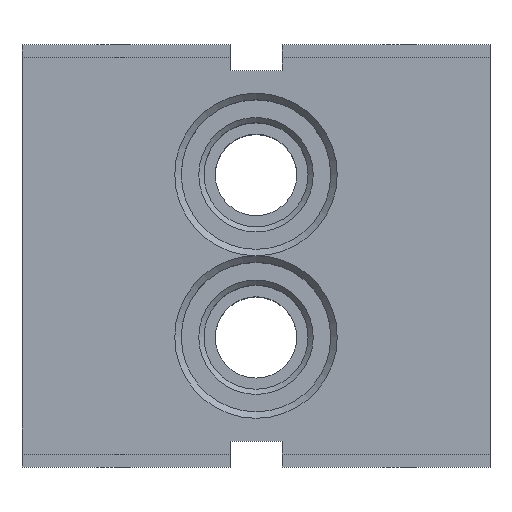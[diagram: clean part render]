
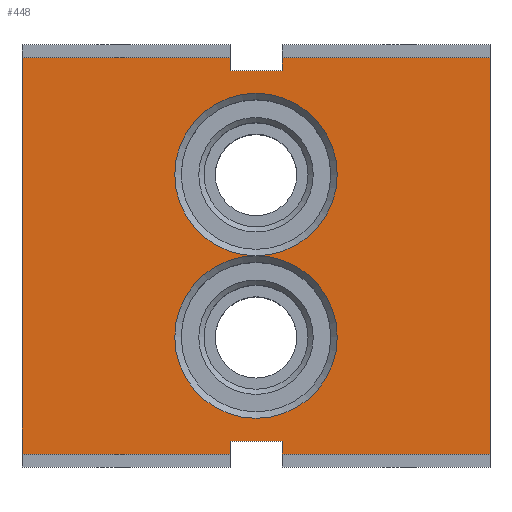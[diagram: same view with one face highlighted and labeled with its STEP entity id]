
A CAD part, top view. The second image highlights one B-rep face of the part: STEP entity #448.
In plain terms, the highlighted planar face has unit normal (0, 0, 1).
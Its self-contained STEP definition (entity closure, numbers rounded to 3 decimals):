
#448 = ADVANCED_FACE( '', ( #1084, #1085 ), #1086, .T. );
#1084 = FACE_BOUND( '', #1947, .T. );
#1085 = FACE_OUTER_BOUND( '', #1948, .T. );
#1086 = PLANE( '', #1949 );
#1947 = EDGE_LOOP( '', ( #3279, #3280 ) );
#1948 = EDGE_LOOP( '', ( #3281, #3282, #3283, #3284, #3285, #3286, #3287, #3288, #3289, #3290, #3291, #3292 ) );
#1949 = AXIS2_PLACEMENT_3D( '', #3293, #3294, #3295 );
#3279 = ORIENTED_EDGE( '', *, *, #5602, .T. );
#3280 = ORIENTED_EDGE( '', *, *, #5603, .T. );
#3281 = ORIENTED_EDGE( '', *, *, #5450, .T. );
#3282 = ORIENTED_EDGE( '', *, *, #5604, .F. );
#3283 = ORIENTED_EDGE( '', *, *, #5605, .F. );
#3284 = ORIENTED_EDGE( '', *, *, #5462, .F. );
#3285 = ORIENTED_EDGE( '', *, *, #5606, .F. );
#3286 = ORIENTED_EDGE( '', *, *, #5607, .F. );
#3287 = ORIENTED_EDGE( '', *, *, #5608, .T. );
#3288 = ORIENTED_EDGE( '', *, *, #5609, .T. );
#3289 = ORIENTED_EDGE( '', *, *, #5610, .F. );
#3290 = ORIENTED_EDGE( '', *, *, #5611, .F. );
#3291 = ORIENTED_EDGE( '', *, *, #5612, .F. );
#3292 = ORIENTED_EDGE( '', *, *, #5613, .T. );
#3293 = CARTESIAN_POINT( '', ( -36., -32.5, 40. ) );
#3294 = DIRECTION( '', ( 0., 0., 1. ) );
#3295 = DIRECTION( '', ( 1., 0., 0. ) );
#5450 = EDGE_CURVE( '', #6680, #6678, #6681, .T. );
#5462 = EDGE_CURVE( '', #6700, #6696, #6702, .T. );
#5602 = EDGE_CURVE( '', #6938, #6938, #6939, .F. );
#5603 = EDGE_CURVE( '', #6938, #6938, #6940, .F. );
#5604 = EDGE_CURVE( '', #6941, #6678, #6942, .T. );
#5605 = EDGE_CURVE( '', #6696, #6941, #6943, .T. );
#5606 = EDGE_CURVE( '', #6944, #6700, #6945, .T. );
#5607 = EDGE_CURVE( '', #6946, #6944, #6947, .T. );
#5608 = EDGE_CURVE( '', #6946, #6948, #6949, .T. );
#5609 = EDGE_CURVE( '', #6948, #6950, #6951, .T. );
#5610 = EDGE_CURVE( '', #6952, #6950, #6953, .T. );
#5611 = EDGE_CURVE( '', #6954, #6952, #6955, .T. );
#5612 = EDGE_CURVE( '', #6956, #6954, #6957, .T. );
#5613 = EDGE_CURVE( '', #6956, #6680, #6958, .T. );
#6678 = VERTEX_POINT( '', #8414 );
#6680 = VERTEX_POINT( '', #8417 );
#6681 = LINE( '', #8418, #8419 );
#6696 = VERTEX_POINT( '', #8441 );
#6700 = VERTEX_POINT( '', #8447 );
#6702 = LINE( '', #8450, #8451 );
#6938 = VERTEX_POINT( '', #8807 );
#6939 = CIRCLE( '', #8808, 12.5 );
#6940 = CIRCLE( '', #8809, 12.5 );
#6941 = VERTEX_POINT( '', #8810 );
#6942 = LINE( '', #8811, #8812 );
#6943 = LINE( '', #8813, #8814 );
#6944 = VERTEX_POINT( '', #8815 );
#6945 = LINE( '', #8816, #8817 );
#6946 = VERTEX_POINT( '', #8818 );
#6947 = LINE( '', #8819, #8820 );
#6948 = VERTEX_POINT( '', #8821 );
#6949 = LINE( '', #8822, #8823 );
#6950 = VERTEX_POINT( '', #8824 );
#6951 = LINE( '', #8825, #8826 );
#6952 = VERTEX_POINT( '', #8827 );
#6953 = LINE( '', #8828, #8829 );
#6954 = VERTEX_POINT( '', #8830 );
#6955 = LINE( '', #8831, #8832 );
#6956 = VERTEX_POINT( '', #8833 );
#6957 = LINE( '', #8834, #8835 );
#6958 = LINE( '', #8836, #8837 );
#8414 = CARTESIAN_POINT( '', ( -36., -30.5, 40. ) );
#8417 = CARTESIAN_POINT( '', ( -36., 30.5, 40. ) );
#8418 = CARTESIAN_POINT( '', ( -36., 32.5, 40. ) );
#8419 = VECTOR( '', #10146, 1000. );
#8441 = CARTESIAN_POINT( '', ( -4., -28.5, 40. ) );
#8447 = CARTESIAN_POINT( '', ( 4., -28.5, 40. ) );
#8450 = CARTESIAN_POINT( '', ( 4., -28.5, 40. ) );
#8451 = VECTOR( '', #10157, 1000. );
#8807 = CARTESIAN_POINT( '', ( 0., 0., 40. ) );
#8808 = AXIS2_PLACEMENT_3D( '', #10284, #10285, #10286 );
#8809 = AXIS2_PLACEMENT_3D( '', #10287, #10288, #10289 );
#8810 = CARTESIAN_POINT( '', ( -4., -30.5, 40. ) );
#8811 = CARTESIAN_POINT( '', ( 36., -30.5, 40. ) );
#8812 = VECTOR( '', #10290, 1000. );
#8813 = CARTESIAN_POINT( '', ( -4., -28.5, 40. ) );
#8814 = VECTOR( '', #10291, 1000. );
#8815 = CARTESIAN_POINT( '', ( 4., -30.5, 40. ) );
#8816 = CARTESIAN_POINT( '', ( 4., -32.5, 40. ) );
#8817 = VECTOR( '', #10292, 1000. );
#8818 = CARTESIAN_POINT( '', ( 36., -30.5, 40. ) );
#8819 = CARTESIAN_POINT( '', ( 36., -30.5, 40. ) );
#8820 = VECTOR( '', #10293, 1000. );
#8821 = CARTESIAN_POINT( '', ( 36., 30.5, 40. ) );
#8822 = CARTESIAN_POINT( '', ( 36., -32.5, 40. ) );
#8823 = VECTOR( '', #10294, 1000. );
#8824 = CARTESIAN_POINT( '', ( 4., 30.5, 40. ) );
#8825 = CARTESIAN_POINT( '', ( 36., 30.5, 40. ) );
#8826 = VECTOR( '', #10295, 1000. );
#8827 = CARTESIAN_POINT( '', ( 4., 28.5, 40. ) );
#8828 = CARTESIAN_POINT( '', ( 4., 28.5, 40. ) );
#8829 = VECTOR( '', #10296, 1000. );
#8830 = CARTESIAN_POINT( '', ( -4., 28.5, 40. ) );
#8831 = CARTESIAN_POINT( '', ( -4., 28.5, 40. ) );
#8832 = VECTOR( '', #10297, 1000. );
#8833 = CARTESIAN_POINT( '', ( -4., 30.5, 40. ) );
#8834 = CARTESIAN_POINT( '', ( -4., 32.5, 40. ) );
#8835 = VECTOR( '', #10298, 1000. );
#8836 = CARTESIAN_POINT( '', ( 36., 30.5, 40. ) );
#8837 = VECTOR( '', #10299, 1000. );
#10146 = DIRECTION( '', ( 0., -1., 0. ) );
#10157 = DIRECTION( '', ( -1., 0., 0. ) );
#10284 = CARTESIAN_POINT( '', ( 0., -12.5, 40. ) );
#10285 = DIRECTION( '', ( 0., 0., 1. ) );
#10286 = DIRECTION( '', ( 1., 0., 0. ) );
#10287 = CARTESIAN_POINT( '', ( 0., 12.5, 40. ) );
#10288 = DIRECTION( '', ( 0., 0., 1. ) );
#10289 = DIRECTION( '', ( 1., 0., 0. ) );
#10290 = DIRECTION( '', ( -1., 0., 0. ) );
#10291 = DIRECTION( '', ( 0., -1., 0. ) );
#10292 = DIRECTION( '', ( 0., 1., 0. ) );
#10293 = DIRECTION( '', ( -1., 0., 0. ) );
#10294 = DIRECTION( '', ( 0., 1., 0. ) );
#10295 = DIRECTION( '', ( -1., 0., 0. ) );
#10296 = DIRECTION( '', ( 0., 1., 0. ) );
#10297 = DIRECTION( '', ( 1., 0., 0. ) );
#10298 = DIRECTION( '', ( 0., -1., 0. ) );
#10299 = DIRECTION( '', ( -1., 0., 0. ) );
